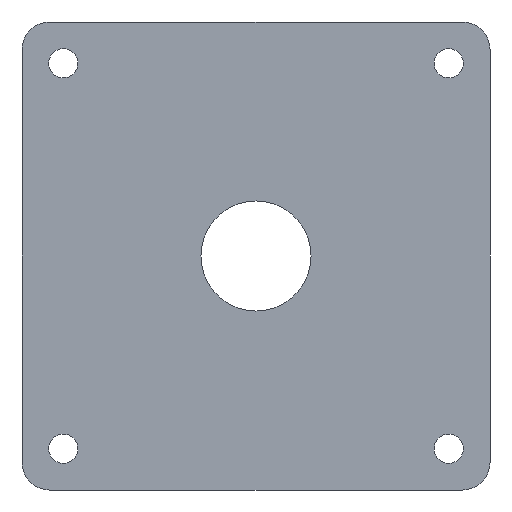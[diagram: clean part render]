
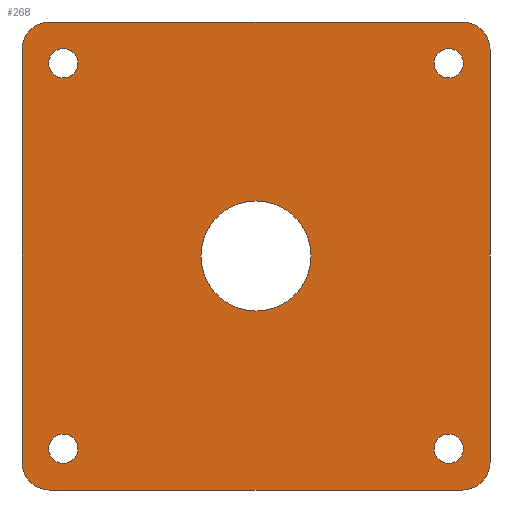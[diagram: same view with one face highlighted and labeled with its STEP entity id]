
A CAD part, front view. The second image highlights one B-rep face of the part: STEP entity #268.
In plain terms, the highlighted planar face has unit normal (0, -1, 0).
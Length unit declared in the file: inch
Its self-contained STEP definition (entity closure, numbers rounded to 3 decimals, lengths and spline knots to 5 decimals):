
#24=FACE_BOUND('',#55,.T.);
#25=FACE_BOUND('',#56,.T.);
#26=FACE_BOUND('',#57,.T.);
#27=FACE_BOUND('',#58,.T.);
#28=FACE_BOUND('',#59,.T.);
#39=FACE_OUTER_BOUND('',#54,.T.);
#54=EDGE_LOOP('',(#194,#195,#196,#197,#198,#199,#200,#201));
#55=EDGE_LOOP('',(#202));
#56=EDGE_LOOP('',(#203));
#57=EDGE_LOOP('',(#204));
#58=EDGE_LOOP('',(#205));
#59=EDGE_LOOP('',(#206));
#84=LINE('',#414,#100);
#85=LINE('',#418,#101);
#86=LINE('',#422,#102);
#87=LINE('',#425,#103);
#100=VECTOR('',#330,3.75);
#101=VECTOR('',#333,3.75);
#102=VECTOR('',#336,3.75);
#103=VECTOR('',#339,3.75);
#116=CIRCLE('',#292,0.25);
#117=CIRCLE('',#293,0.25);
#118=CIRCLE('',#294,0.25);
#119=CIRCLE('',#295,0.25);
#120=CIRCLE('',#296,0.1325);
#121=CIRCLE('',#297,0.1325);
#122=CIRCLE('',#298,0.1325);
#123=CIRCLE('',#299,0.5);
#124=CIRCLE('',#300,0.1325);
#134=VERTEX_POINT('',#410);
#135=VERTEX_POINT('',#411);
#136=VERTEX_POINT('',#413);
#137=VERTEX_POINT('',#415);
#138=VERTEX_POINT('',#417);
#139=VERTEX_POINT('',#419);
#140=VERTEX_POINT('',#421);
#141=VERTEX_POINT('',#423);
#142=VERTEX_POINT('',#426);
#143=VERTEX_POINT('',#428);
#144=VERTEX_POINT('',#430);
#145=VERTEX_POINT('',#432);
#146=VERTEX_POINT('',#434);
#160=EDGE_CURVE('',#134,#135,#116,.T.);
#161=EDGE_CURVE('',#134,#136,#84,.T.);
#162=EDGE_CURVE('',#137,#136,#117,.T.);
#163=EDGE_CURVE('',#137,#138,#85,.T.);
#164=EDGE_CURVE('',#139,#138,#118,.T.);
#165=EDGE_CURVE('',#139,#140,#86,.T.);
#166=EDGE_CURVE('',#141,#140,#119,.T.);
#167=EDGE_CURVE('',#141,#135,#87,.T.);
#168=EDGE_CURVE('',#142,#142,#120,.T.);
#169=EDGE_CURVE('',#143,#143,#121,.T.);
#170=EDGE_CURVE('',#144,#144,#122,.T.);
#171=EDGE_CURVE('',#145,#145,#123,.T.);
#172=EDGE_CURVE('',#146,#146,#124,.T.);
#194=ORIENTED_EDGE('',*,*,#160,.F.);
#195=ORIENTED_EDGE('',*,*,#161,.T.);
#196=ORIENTED_EDGE('',*,*,#162,.F.);
#197=ORIENTED_EDGE('',*,*,#163,.T.);
#198=ORIENTED_EDGE('',*,*,#164,.F.);
#199=ORIENTED_EDGE('',*,*,#165,.T.);
#200=ORIENTED_EDGE('',*,*,#166,.F.);
#201=ORIENTED_EDGE('',*,*,#167,.T.);
#202=ORIENTED_EDGE('',*,*,#168,.F.);
#203=ORIENTED_EDGE('',*,*,#169,.F.);
#204=ORIENTED_EDGE('',*,*,#170,.F.);
#205=ORIENTED_EDGE('',*,*,#171,.F.);
#206=ORIENTED_EDGE('',*,*,#172,.F.);
#262=PLANE('',#291);
#268=ADVANCED_FACE('',(#39,#24,#25,#26,#27,#28),#262,.F.);
#291=AXIS2_PLACEMENT_3D('',#409,#326,#327);
#292=AXIS2_PLACEMENT_3D('',#412,#328,#329);
#293=AXIS2_PLACEMENT_3D('',#416,#331,#332);
#294=AXIS2_PLACEMENT_3D('',#420,#334,#335);
#295=AXIS2_PLACEMENT_3D('',#424,#337,#338);
#296=AXIS2_PLACEMENT_3D('',#427,#340,#341);
#297=AXIS2_PLACEMENT_3D('',#429,#342,#343);
#298=AXIS2_PLACEMENT_3D('',#431,#344,#345);
#299=AXIS2_PLACEMENT_3D('',#433,#346,#347);
#300=AXIS2_PLACEMENT_3D('',#435,#348,#349);
#326=DIRECTION('center_axis',(0.,1.,0.));
#327=DIRECTION('ref_axis',(1.,0.,0.));
#328=DIRECTION('center_axis',(0.,1.,0.));
#329=DIRECTION('ref_axis',(-1.,0.,0.));
#330=DIRECTION('',(0.,0.,-1.));
#331=DIRECTION('center_axis',(0.,1.,0.));
#332=DIRECTION('ref_axis',(0.,0.,-1.));
#333=DIRECTION('',(1.,0.,0.));
#334=DIRECTION('center_axis',(0.,1.,0.));
#335=DIRECTION('ref_axis',(1.,0.,0.));
#336=DIRECTION('',(0.,0.,1.));
#337=DIRECTION('center_axis',(0.,1.,0.));
#338=DIRECTION('ref_axis',(0.,0.,1.));
#339=DIRECTION('',(-1.,0.,0.));
#340=DIRECTION('center_axis',(0.,-1.,0.));
#341=DIRECTION('ref_axis',(1.,0.,0.));
#342=DIRECTION('center_axis',(0.,-1.,0.));
#343=DIRECTION('ref_axis',(1.,0.,0.));
#344=DIRECTION('center_axis',(0.,-1.,0.));
#345=DIRECTION('ref_axis',(1.,0.,0.));
#346=DIRECTION('center_axis',(0.,-1.,0.));
#347=DIRECTION('ref_axis',(1.,0.,0.));
#348=DIRECTION('center_axis',(0.,-1.,0.));
#349=DIRECTION('ref_axis',(1.,0.,0.));
#409=CARTESIAN_POINT('Origin',(0.,0.,0.));
#410=CARTESIAN_POINT('',(-2.125,0.,1.875));
#411=CARTESIAN_POINT('',(-1.875,0.,2.125));
#412=CARTESIAN_POINT('Origin',(-1.875,0.,1.875));
#413=CARTESIAN_POINT('',(-2.125,0.,-1.875));
#414=CARTESIAN_POINT('',(-2.125,0.,1.875));
#415=CARTESIAN_POINT('',(-1.875,0.,-2.125));
#416=CARTESIAN_POINT('Origin',(-1.875,0.,-1.875));
#417=CARTESIAN_POINT('',(1.875,0.,-2.125));
#418=CARTESIAN_POINT('',(-1.875,0.,-2.125));
#419=CARTESIAN_POINT('',(2.125,0.,-1.875));
#420=CARTESIAN_POINT('Origin',(1.875,0.,-1.875));
#421=CARTESIAN_POINT('',(2.125,0.,1.875));
#422=CARTESIAN_POINT('',(2.125,0.,-1.875));
#423=CARTESIAN_POINT('',(1.875,0.,2.125));
#424=CARTESIAN_POINT('Origin',(1.875,0.,1.875));
#425=CARTESIAN_POINT('',(1.875,0.,2.125));
#426=CARTESIAN_POINT('',(-1.6175,0.,1.75));
#427=CARTESIAN_POINT('Origin',(-1.75,0.,1.75));
#428=CARTESIAN_POINT('',(1.8825,0.,1.75));
#429=CARTESIAN_POINT('Origin',(1.75,0.,1.75));
#430=CARTESIAN_POINT('',(1.8825,0.,-1.75));
#431=CARTESIAN_POINT('Origin',(1.75,0.,-1.75));
#432=CARTESIAN_POINT('',(0.5,0.,0.));
#433=CARTESIAN_POINT('Origin',(0.,0.,0.));
#434=CARTESIAN_POINT('',(-1.6175,0.,-1.75));
#435=CARTESIAN_POINT('Origin',(-1.75,0.,-1.75));
